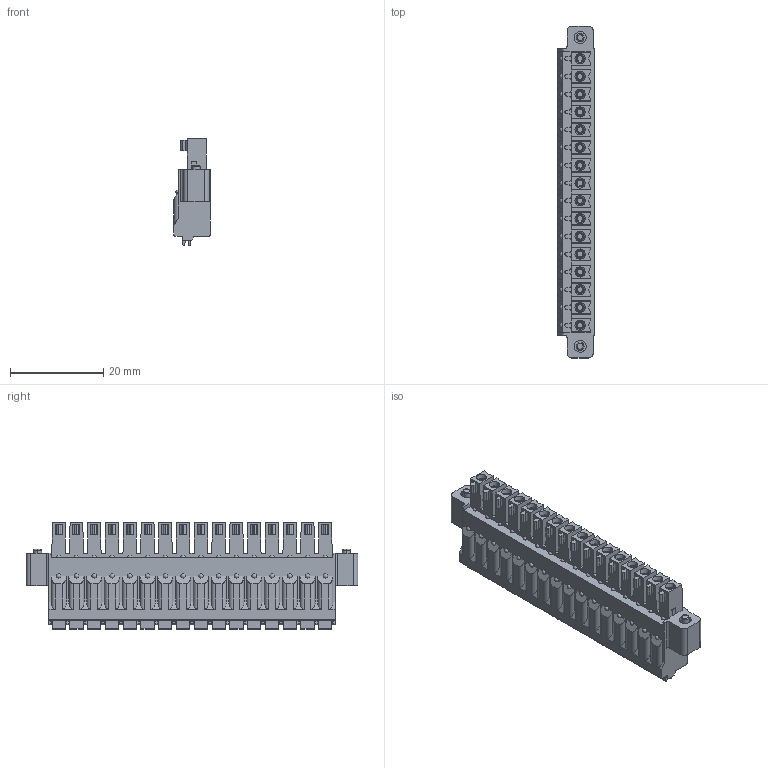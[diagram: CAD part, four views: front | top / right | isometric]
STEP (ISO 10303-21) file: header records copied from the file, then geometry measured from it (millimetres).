
FILE_DESCRIPTION((''),'2;1');
FILE_NAME('TLPSW-107-06P-X','2024-09-24T',('sheji'),(''),'PRO/ENGINEER BY PARAMETRIC TECHNOLOGY CORPORATION, 2015240','PRO/ENGINEER BY PARAMETRIC TECHNOLOGY CORPORATION, 2015240','');
FILE_SCHEMA(('CONFIG_CONTROL_DESIGN'));
Length unit declared in the file: millimetre
Products named in the file (1): TLPSW-107-06P-X
Bounding box: 7.75 x 71.15 x 22.9 mm (x, y, z)
Volume: 7646.4 mm3; surface area: 6051 mm2
Topology: 1 solids, 1 shells, 1101 faces, 3042 edges, 2000 vertices
Faces by surface type: plane 545, cylinder 388, cone 96, torus 40, sphere 32
Entity records: 35888 total; most frequent: CARTESIAN_POINT 7035, DIRECTION 6210, ORIENTED_EDGE 6020, EDGE_CURVE 3010, AXIS2_PLACEMENT_3D 2235, VERTEX_POINT 2000, VECTOR 1740, LINE 1740
